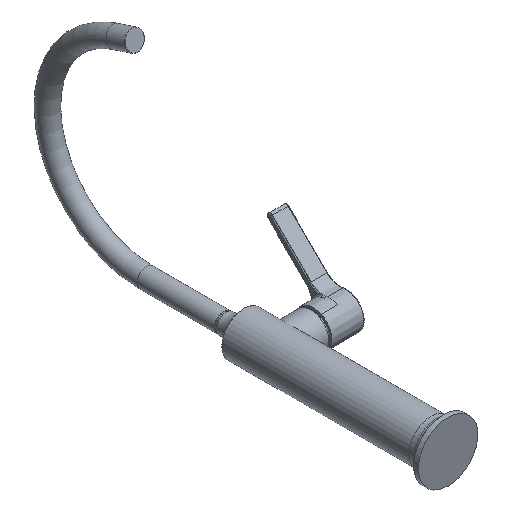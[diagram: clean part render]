
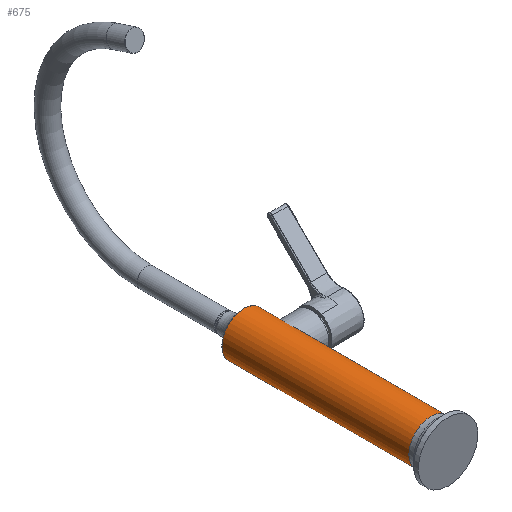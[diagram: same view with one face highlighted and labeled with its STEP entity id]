
A CAD part, isometric view. The second image highlights one B-rep face of the part: STEP entity #675.
In plain terms, the highlighted cylindrical face has radius 22.05 mm (diameter 44.1 mm), a full revolution.
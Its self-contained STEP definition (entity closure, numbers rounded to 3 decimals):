
#218 = ORIENTED_EDGE ( 'NONE', *, *, #607, .F. ) ;
#340 = AXIS2_PLACEMENT_3D ( 'NONE', #3331, #3321, #3307 ) ;
#525 = VERTEX_POINT ( 'NONE', #1432 ) ;
#607 = EDGE_CURVE ( 'NONE', #2125, #2125, #2423, .T. ) ;
#675 = ADVANCED_FACE ( 'NONE', ( #1506, #2491 ), #2980, .T. ) ;
#692 = DIRECTION ( 'NONE',  ( 0., 0., -1. ) ) ;
#838 = AXIS2_PLACEMENT_3D ( 'NONE', #3039, #3014, #2900 ) ;
#950 = CARTESIAN_POINT ( 'NONE',  ( 0., 17.5, 0. ) ) ;
#1422 = DIRECTION ( 'NONE',  ( 0., -1., 0. ) ) ;
#1432 = CARTESIAN_POINT ( 'NONE',  ( 0., 206.075, 22.05 ) ) ;
#1506 = FACE_OUTER_BOUND ( 'NONE', #3345, .T. ) ;
#1729 = CARTESIAN_POINT ( 'NONE',  ( 0., 17.5, -22.05 ) ) ;
#1829 = ORIENTED_EDGE ( 'NONE', *, *, #2044, .T. ) ;
#1853 = AXIS2_PLACEMENT_3D ( 'NONE', #950, #1422, #692 ) ;
#2044 = EDGE_CURVE ( 'NONE', #525, #525, #3285, .T. ) ;
#2125 = VERTEX_POINT ( 'NONE', #1729 ) ;
#2134 = EDGE_LOOP ( 'NONE', ( #218 ) ) ;
#2423 = CIRCLE ( 'NONE', #1853, 22.05 ) ;
#2491 = FACE_OUTER_BOUND ( 'NONE', #2134, .T. ) ;
#2900 = DIRECTION ( 'NONE',  ( 0., 0., -1. ) ) ;
#2980 = CYLINDRICAL_SURFACE ( 'NONE', #838, 22.05 ) ;
#3014 = DIRECTION ( 'NONE',  ( 0., -1., 0. ) ) ;
#3039 = CARTESIAN_POINT ( 'NONE',  ( 0., 0., 0. ) ) ;
#3285 = CIRCLE ( 'NONE', #340, 22.05 ) ;
#3307 = DIRECTION ( 'NONE',  ( 0., 0., 1. ) ) ;
#3321 = DIRECTION ( 'NONE',  ( 0., -1., 0. ) ) ;
#3331 = CARTESIAN_POINT ( 'NONE',  ( 0., 206.075, 0. ) ) ;
#3345 = EDGE_LOOP ( 'NONE', ( #1829 ) ) ;
